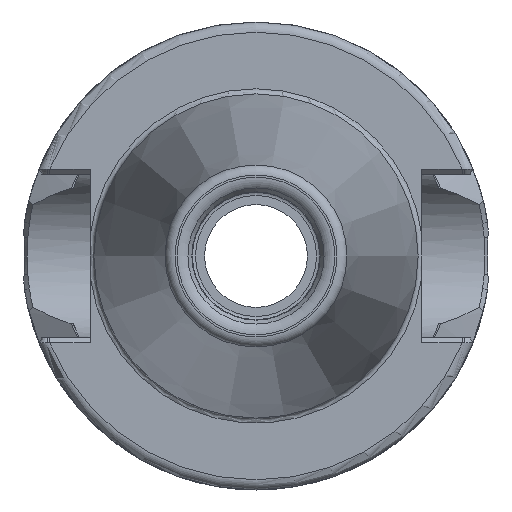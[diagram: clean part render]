
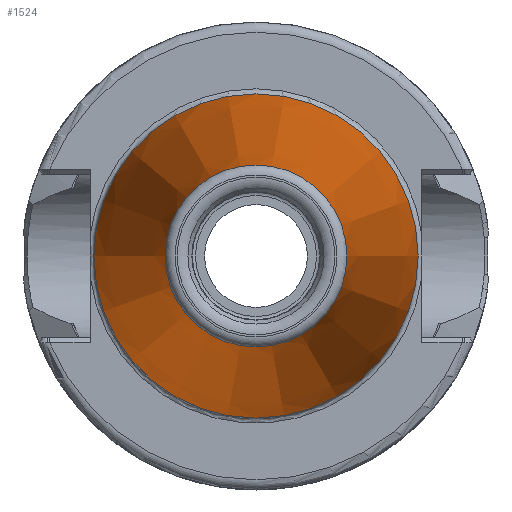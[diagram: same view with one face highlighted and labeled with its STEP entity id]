
A CAD part, left-side view. The second image highlights one B-rep face of the part: STEP entity #1524.
In plain terms, the highlighted conical face has half-angle 8.297 degrees and reference radius 12.437 mm.
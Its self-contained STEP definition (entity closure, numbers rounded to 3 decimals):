
#42=CONICAL_SURFACE('',#1672,12.437,0.145);
#157=CIRCLE('',#1668,8.941);
#158=CIRCLE('',#1669,8.941);
#159=CIRCLE('',#1670,8.941);
#161=CIRCLE('',#1673,15.933);
#162=CIRCLE('',#1674,15.933);
#259=FACE_OUTER_BOUND('',#341,.T.);
#341=EDGE_LOOP('',(#1339,#1340,#1341,#1342,#1343,#1344,#1345));
#432=LINE('',#3324,#504);
#504=VECTOR('',#2019,12.437);
#699=VERTEX_POINT('',#3312);
#700=VERTEX_POINT('',#3313);
#701=VERTEX_POINT('',#3315);
#702=VERTEX_POINT('',#3320);
#703=VERTEX_POINT('',#3321);
#924=EDGE_CURVE('',#699,#700,#157,.T.);
#925=EDGE_CURVE('',#701,#699,#158,.T.);
#926=EDGE_CURVE('',#700,#701,#159,.T.);
#928=EDGE_CURVE('',#702,#703,#161,.T.);
#929=EDGE_CURVE('',#703,#702,#162,.T.);
#930=EDGE_CURVE('',#703,#701,#432,.T.);
#1339=ORIENTED_EDGE('',*,*,#928,.F.);
#1340=ORIENTED_EDGE('',*,*,#929,.F.);
#1341=ORIENTED_EDGE('',*,*,#930,.T.);
#1342=ORIENTED_EDGE('',*,*,#925,.T.);
#1343=ORIENTED_EDGE('',*,*,#924,.T.);
#1344=ORIENTED_EDGE('',*,*,#926,.T.);
#1345=ORIENTED_EDGE('',*,*,#930,.F.);
#1524=ADVANCED_FACE('',(#259),#42,.T.);
#1668=AXIS2_PLACEMENT_3D('',#3314,#2005,#2006);
#1669=AXIS2_PLACEMENT_3D('',#3316,#2007,#2008);
#1670=AXIS2_PLACEMENT_3D('',#3317,#2009,#2010);
#1672=AXIS2_PLACEMENT_3D('',#3319,#2013,#2014);
#1673=AXIS2_PLACEMENT_3D('',#3322,#2015,#2016);
#1674=AXIS2_PLACEMENT_3D('',#3323,#2017,#2018);
#2005=DIRECTION('center_axis',(1.,0.,0.));
#2006=DIRECTION('ref_axis',(0.,0.,-1.));
#2007=DIRECTION('center_axis',(1.,0.,0.));
#2008=DIRECTION('ref_axis',(0.,0.,-1.));
#2009=DIRECTION('center_axis',(1.,0.,0.));
#2010=DIRECTION('ref_axis',(0.,0.,-1.));
#2013=DIRECTION('center_axis',(1.,0.,0.));
#2014=DIRECTION('ref_axis',(0.,1.,0.));
#2015=DIRECTION('center_axis',(1.,0.,0.));
#2016=DIRECTION('ref_axis',(0.,0.,-1.));
#2017=DIRECTION('center_axis',(1.,0.,0.));
#2018=DIRECTION('ref_axis',(0.,0.,-1.));
#2019=DIRECTION('',(-0.99,0.144,0.));
#3312=CARTESIAN_POINT('',(-47.944,8.941,0.));
#3313=CARTESIAN_POINT('',(-47.944,0.,8.941));
#3314=CARTESIAN_POINT('Origin',(-47.944,0.,
0.));
#3315=CARTESIAN_POINT('',(-47.944,-8.941,0.));
#3316=CARTESIAN_POINT('Origin',(-47.944,0.,
0.));
#3317=CARTESIAN_POINT('Origin',(-47.944,0.,
0.));
#3319=CARTESIAN_POINT('Origin',(-23.972,0.,0.));
#3320=CARTESIAN_POINT('',(0.,15.933,0.));
#3321=CARTESIAN_POINT('',(0.,-15.933,0.));
#3322=CARTESIAN_POINT('Origin',(0.,0.,
0.));
#3323=CARTESIAN_POINT('Origin',(0.,0.,
0.));
#3324=CARTESIAN_POINT('',(-23.972,-12.437,0.));
